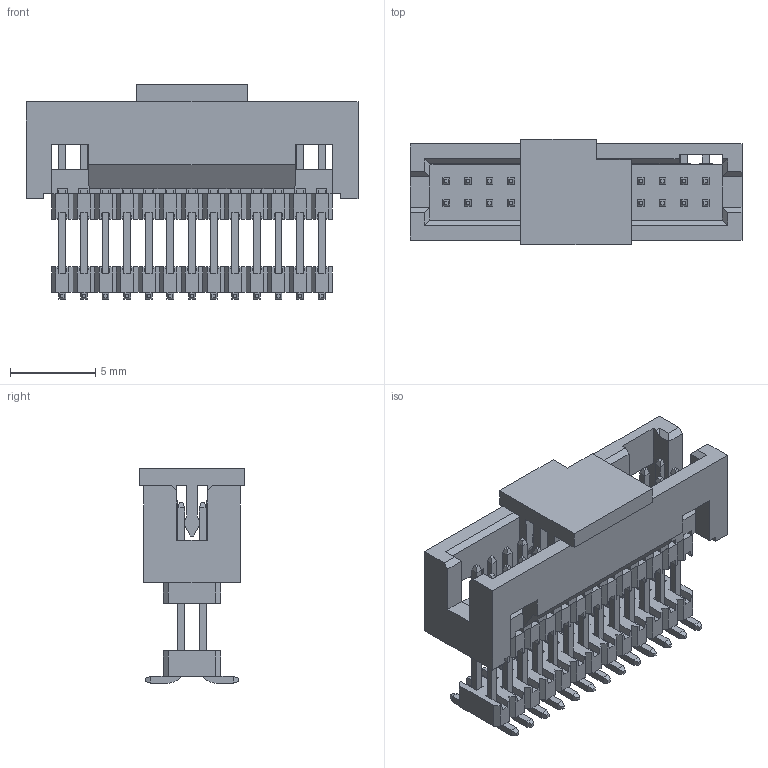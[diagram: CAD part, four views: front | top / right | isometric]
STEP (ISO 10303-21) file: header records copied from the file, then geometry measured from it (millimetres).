
FILE_DESCRIPTION( ('This file contains a STEP AP42 implementation' ,'as created by ZW3D STEP Interface translator.') ,'2;1' );
FILE_NAME( '3131-XXMXXBD00X1.stp' ,'231116.143926', (''), ('ZWCAD Software Co.'), 'Version 1.0', 'ZW3D to STEP translator', '' );
FILE_SCHEMA(('AUTOMOTIVE_DESIGN { 1 0 10303 214 1 1 1 1 }'));
Length unit declared in the file: millimetre
Products named in the file (1): 0
Bounding box: 19.51 x 6.2 x 12.6 mm (x, y, z)
Volume: 536.9 mm3; surface area: 1526.3 mm2
Topology: 1 solids, 1 shells, 1797 faces, 4779 edges, 2868 vertices
Faces by surface type: plane 1764, cylinder 33
Entity records: 55581 total; most frequent: ORIENTED_EDGE 9558, CARTESIAN_POINT 9448, DIRECTION 8492, EDGE_CURVE 4779, VECTOR 4660, LINE 4660, VERTEX_POINT 2868, AXIS2_PLACEMENT_3D 1916
